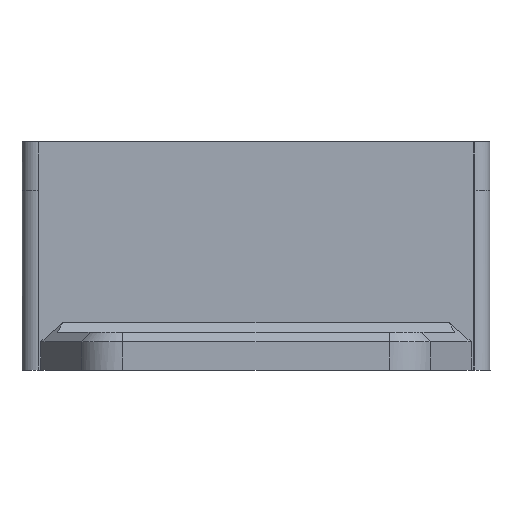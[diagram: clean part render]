
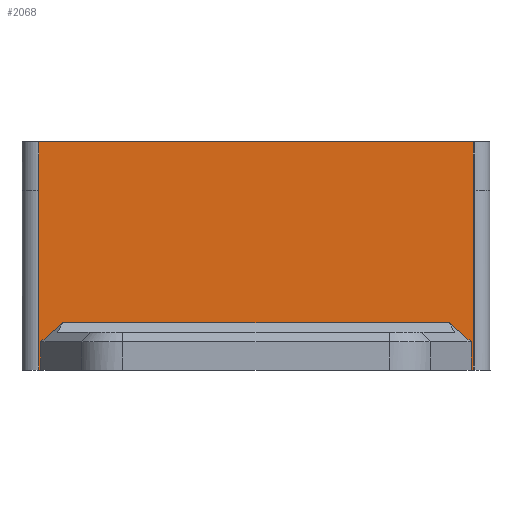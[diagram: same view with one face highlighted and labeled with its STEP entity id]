
A CAD part, left-side view. The second image highlights one B-rep face of the part: STEP entity #2068.
In plain terms, the highlighted planar face has unit normal (-1, 0, 0).
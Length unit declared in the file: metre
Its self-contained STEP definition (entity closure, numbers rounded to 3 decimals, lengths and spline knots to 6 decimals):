
#75=B_SPLINE_CURVE_WITH_KNOTS('',3,(#2995,#2996,#2997,#2998),
 .UNSPECIFIED.,.F.,.F.,(4,4),(0.,1.),.UNSPECIFIED.);
#195=ORIENTED_EDGE('',*,*,#813,.T.);
#196=ORIENTED_EDGE('',*,*,#814,.T.);
#197=ORIENTED_EDGE('',*,*,#815,.T.);
#198=ORIENTED_EDGE('',*,*,#780,.T.);
#199=ORIENTED_EDGE('',*,*,#816,.T.);
#200=ORIENTED_EDGE('',*,*,#817,.T.);
#201=ORIENTED_EDGE('',*,*,#818,.T.);
#202=ORIENTED_EDGE('',*,*,#819,.T.);
#203=ORIENTED_EDGE('',*,*,#820,.F.);
#204=ORIENTED_EDGE('',*,*,#821,.F.);
#205=ORIENTED_EDGE('',*,*,#822,.F.);
#206=ORIENTED_EDGE('',*,*,#786,.T.);
#207=ORIENTED_EDGE('',*,*,#823,.T.);
#208=ORIENTED_EDGE('',*,*,#824,.T.);
#780=EDGE_CURVE('',#1091,#1090,#1297,.T.);
#786=EDGE_CURVE('',#1097,#1096,#1301,.T.);
#813=EDGE_CURVE('',#1121,#1122,#1321,.T.);
#814=EDGE_CURVE('',#1122,#1123,#1322,.F.);
#815=EDGE_CURVE('',#1123,#1091,#1323,.T.);
#816=EDGE_CURVE('',#1090,#1124,#1324,.T.);
#817=EDGE_CURVE('',#1124,#1125,#1325,.T.);
#818=EDGE_CURVE('',#1125,#1126,#1326,.T.);
#819=EDGE_CURVE('',#1126,#1127,#75,.T.);
#820=EDGE_CURVE('',#1128,#1127,#1327,.T.);
#821=EDGE_CURVE('',#1129,#1128,#1328,.T.);
#822=EDGE_CURVE('',#1097,#1129,#1329,.T.);
#823=EDGE_CURVE('',#1096,#1130,#1330,.T.);
#824=EDGE_CURVE('',#1130,#1121,#1331,.T.);
#1090=VERTEX_POINT('',#2884);
#1091=VERTEX_POINT('',#2886);
#1096=VERTEX_POINT('',#2902);
#1097=VERTEX_POINT('',#2904);
#1121=VERTEX_POINT('',#2984);
#1122=VERTEX_POINT('',#2985);
#1123=VERTEX_POINT('',#2987);
#1124=VERTEX_POINT('',#2990);
#1125=VERTEX_POINT('',#2992);
#1126=VERTEX_POINT('',#2994);
#1127=VERTEX_POINT('',#2999);
#1128=VERTEX_POINT('',#3001);
#1129=VERTEX_POINT('',#3003);
#1130=VERTEX_POINT('',#3006);
#1297=LINE('',#2885,#1528);
#1301=LINE('',#2903,#1532);
#1321=LINE('',#2983,#1552);
#1322=LINE('',#2986,#1553);
#1323=LINE('',#2988,#1554);
#1324=LINE('',#2989,#1555);
#1325=LINE('',#2991,#1556);
#1326=LINE('',#2993,#1557);
#1327=LINE('',#3000,#1558);
#1328=LINE('',#3002,#1559);
#1329=LINE('',#3004,#1560);
#1330=LINE('',#3005,#1561);
#1331=LINE('',#3007,#1562);
#1528=VECTOR('',#2347,1.);
#1532=VECTOR('',#2351,1.);
#1552=VECTOR('',#2379,1.);
#1553=VECTOR('',#2380,1.);
#1554=VECTOR('',#2381,1.);
#1555=VECTOR('',#2382,1.);
#1556=VECTOR('',#2383,1.);
#1557=VECTOR('',#2384,1.);
#1558=VECTOR('',#2385,1.);
#1559=VECTOR('',#2386,1.);
#1560=VECTOR('',#2387,1.);
#1561=VECTOR('',#2388,1.);
#1562=VECTOR('',#2389,1.);
#1735=EDGE_LOOP('',(#195,#196,#197,#198,#199,#200,#201,#202,#203,#204,#205,
#206,#207,#208));
#1864=FACE_BOUND('',#1735,.T.);
#1989=PLANE('',#2194);
#2068=ADVANCED_FACE('',(#1864),#1989,.F.);
#2194=AXIS2_PLACEMENT_3D('',#2982,#2377,#2378);
#2347=DIRECTION('',(0.,-1.,0.));
#2351=DIRECTION('',(0.,-1.,0.));
#2377=DIRECTION('',(1.,0.,0.));
#2378=DIRECTION('',(0.,0.,-1.));
#2379=DIRECTION('',(0.,-1.,0.));
#2380=DIRECTION('',(0.,0.756,0.655));
#2381=DIRECTION('',(0.,0.,-1.));
#2382=DIRECTION('',(0.,0.,1.));
#2383=DIRECTION('',(0.,0.,1.));
#2384=DIRECTION('',(0.,0.,1.));
#2385=DIRECTION('',(0.,0.,1.));
#2386=DIRECTION('',(0.,0.,1.));
#2387=DIRECTION('',(0.,0.,1.));
#2388=DIRECTION('',(0.,0.,1.));
#2389=DIRECTION('',(0.,-0.756,0.655));
#2884=CARTESIAN_POINT('',(-0.015663,-0.031555,-0.012745));
#2885=CARTESIAN_POINT('',(-0.015663,-0.008555,-0.012745));
#2886=CARTESIAN_POINT('',(-0.015663,-0.031305,-0.012745));
#2902=CARTESIAN_POINT('',(-0.015663,0.014195,-0.012745));
#2903=CARTESIAN_POINT('',(-0.015663,-0.008555,-0.012745));
#2904=CARTESIAN_POINT('',(-0.015663,0.014445,-0.012745));
#2982=CARTESIAN_POINT('',(-0.015663,-0.008555,0.006253));
#2983=CARTESIAN_POINT('',(-0.015663,-0.030151,-0.007745));
#2984=CARTESIAN_POINT('',(-0.015663,0.011885,-0.007745));
#2985=CARTESIAN_POINT('',(-0.015663,-0.028996,-0.007745));
#2986=CARTESIAN_POINT('',(-0.015663,-0.010388,0.00837));
#2987=CARTESIAN_POINT('',(-0.015663,-0.031305,-0.009745));
#2988=CARTESIAN_POINT('',(-0.015663,-0.031305,0.006253));
#2989=CARTESIAN_POINT('',(-0.015663,-0.031555,-0.012745));
#2990=CARTESIAN_POINT('',(-0.015663,-0.031555,-0.011745));
#2991=CARTESIAN_POINT('',(-0.015663,-0.031555,-0.011745));
#2992=CARTESIAN_POINT('',(-0.015663,-0.031555,0.006255));
#2993=CARTESIAN_POINT('',(-0.015663,-0.031555,0.006253));
#2994=CARTESIAN_POINT('',(-0.015663,-0.031555,0.011405));
#2995=CARTESIAN_POINT('',(-0.015663,-0.031555,0.011405));
#2996=CARTESIAN_POINT('',(-0.015663,-0.016222,0.011405));
#2997=CARTESIAN_POINT('',(-0.015663,-0.000889,0.011405));
#2998=CARTESIAN_POINT('',(-0.015663,0.014445,0.011405));
#2999=CARTESIAN_POINT('',(-0.015663,0.014445,0.011405));
#3000=CARTESIAN_POINT('',(-0.015663,0.014445,0.006253));
#3001=CARTESIAN_POINT('',(-0.015663,0.014445,0.006255));
#3002=CARTESIAN_POINT('',(-0.015663,0.014445,-0.011745));
#3003=CARTESIAN_POINT('',(-0.015663,0.014445,-0.011745));
#3004=CARTESIAN_POINT('',(-0.015663,0.014445,-0.012745));
#3005=CARTESIAN_POINT('',(-0.015663,0.014195,-0.008745));
#3006=CARTESIAN_POINT('',(-0.015663,0.014195,-0.009745));
#3007=CARTESIAN_POINT('',(-0.015663,-0.006722,0.00837));
